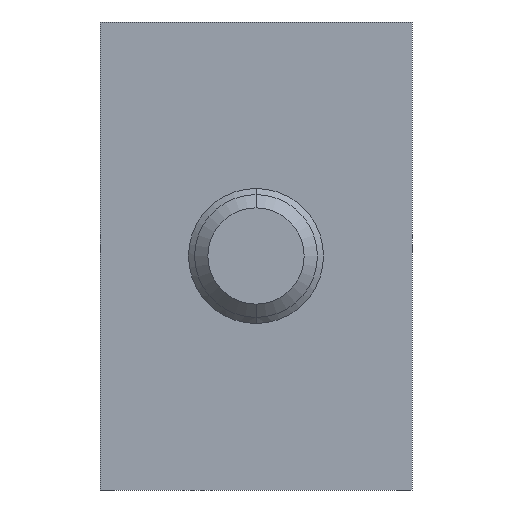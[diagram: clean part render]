
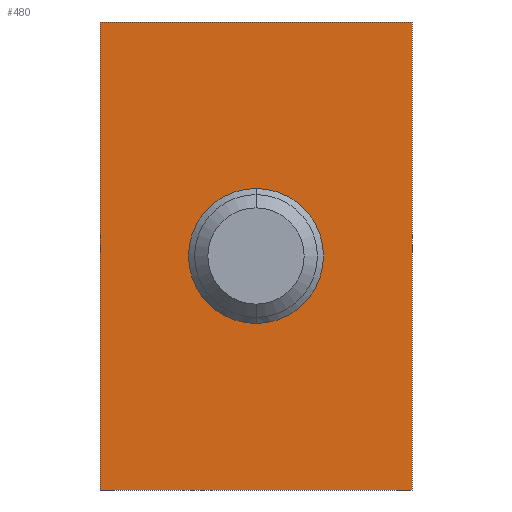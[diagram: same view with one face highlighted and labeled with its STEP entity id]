
A CAD part, front view. The second image highlights one B-rep face of the part: STEP entity #480.
In plain terms, the highlighted planar face has unit normal (0, -1, 0).
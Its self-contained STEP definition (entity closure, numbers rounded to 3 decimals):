
#196=EDGE_CURVE('',#496,#510,#539,.T.);
#244=EDGE_CURVE('',#484,#290,#595,.T.);
#260=EDGE_CURVE('',#290,#484,#614,.T.);
#290=VERTEX_POINT('',#648);
#352=VERTEX_POINT('',#715);
#358=EDGE_CURVE('',#496,#352,#723,.T.);
#370=EDGE_CURVE('',#380,#352,#735,.T.);
#380=VERTEX_POINT('',#747);
#452=EDGE_CURVE('',#510,#380,#825,.T.);
#480=ADVANCED_FACE('',(#855,#856),#857,.F.);
#484=VERTEX_POINT('',#861);
#496=VERTEX_POINT('',#874);
#510=VERTEX_POINT('',#889);
#539=LINE('',#911,#912);
#595=CIRCLE('',#988,2.75);
#614=CIRCLE('',#1013,2.75);
#648=CARTESIAN_POINT('',(2.75,0.0,0.));
#715=CARTESIAN_POINT('',(-6.35,0.0,-9.525));
#723=LINE('',#1161,#1162);
#735=LINE('',#1185,#1186);
#747=CARTESIAN_POINT('',(6.35,0.0,-9.525));
#825=LINE('',#1310,#1311);
#855=FACE_BOUND('',#1355,.T.);
#856=FACE_OUTER_BOUND('',#1356,.T.);
#857=PLANE('',#1357);
#861=CARTESIAN_POINT('',(-2.75,0.,0.));
#874=CARTESIAN_POINT('',(-6.35,0.0,9.525));
#889=CARTESIAN_POINT('',(6.35,0.0,9.525));
#911=CARTESIAN_POINT('',(0.0,0.0,9.525));
#912=VECTOR('',#1404,1.0);
#988=AXIS2_PLACEMENT_3D('',#1490,#1491,#1492);
#1013=AXIS2_PLACEMENT_3D('',#1524,#1525,#1526);
#1161=CARTESIAN_POINT('',(-6.35,0.0,0.0));
#1162=VECTOR('',#1644,1.0);
#1185=CARTESIAN_POINT('',(0.0,0.0,-9.525));
#1186=VECTOR('',#1650,1.0);
#1310=CARTESIAN_POINT('',(6.35,0.0,0.0));
#1311=VECTOR('',#1746,1.0);
#1355=EDGE_LOOP('',(#1776,#1777));
#1356=EDGE_LOOP('',(#1778,#1779,#1780,#1781));
#1357=AXIS2_PLACEMENT_3D('',#1782,#1783,#1784);
#1404=DIRECTION('',(1.0,0.0,0.0));
#1490=CARTESIAN_POINT('',(0.,0.0,0.0));
#1491=DIRECTION('',(-0.0,1.0,0.0));
#1492=DIRECTION('',(1.0,0.0,0.0));
#1524=CARTESIAN_POINT('',(0.,0.0,0.0));
#1525=DIRECTION('',(-0.0,1.0,0.0));
#1526=DIRECTION('',(1.0,0.0,0.0));
#1644=DIRECTION('',(0.0,0.0,-1.0));
#1650=DIRECTION('',(-1.0,0.0,0.0));
#1746=DIRECTION('',(0.0,0.0,-1.0));
#1776=ORIENTED_EDGE('',*,*,#244,.T.);
#1777=ORIENTED_EDGE('',*,*,#260,.T.);
#1778=ORIENTED_EDGE('',*,*,#358,.T.);
#1779=ORIENTED_EDGE('',*,*,#370,.F.);
#1780=ORIENTED_EDGE('',*,*,#452,.F.);
#1781=ORIENTED_EDGE('',*,*,#196,.F.);
#1782=CARTESIAN_POINT('',(0.0,0.0,0.0));
#1783=DIRECTION('',(0.0,1.0,0.0));
#1784=DIRECTION('',(0.0,0.0,1.0));
